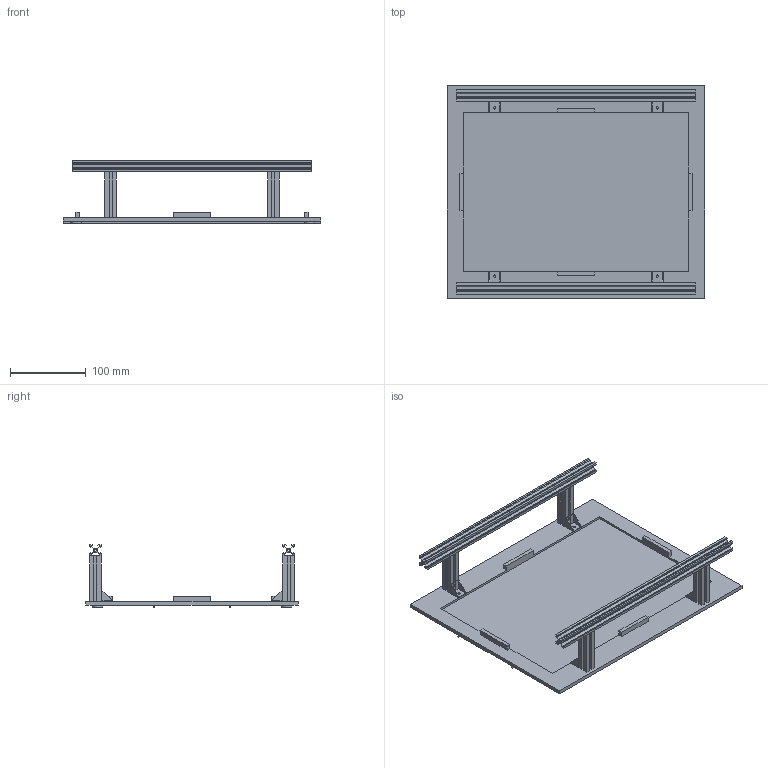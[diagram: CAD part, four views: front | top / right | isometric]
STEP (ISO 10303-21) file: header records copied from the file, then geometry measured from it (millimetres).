
FILE_DESCRIPTION(/* description */ (''),/* implementation_level */ '2;1');
FILE_NAME(/* name */ 'autopen_model_with_x_arrow_type_rail.step',/* time_stamp */ '2025-11-16T20:58:43+05:30',/* author */ (''),/* organization */ (''),/* preprocessor_version */ 'ST-DEVELOPER v20.1',/* originating_system */ 'Autodesk Translation Framework v14.17.0.0',/* authorisation */ '');
FILE_SCHEMA (('AUTOMOTIVE_DESIGN { 1 0 10303 214 3 1 1 }'));
Length unit declared in the file: millimetre
Products named in the file (1): 2025-10-19-15-50-47-556
Bounding box: 340 x 280 x 83 mm (x, y, z)
Volume: 389434.8 mm3; surface area: 306079 mm2
Topology: 11 solids, 11 shells, 286 faces, 759 edges, 500 vertices
Faces by surface type: plane 273, cylinder 13
Full cylindrical faces by diameter (mm): 2.5 x2, 3 x7, 14 x4
Entity records: 8758 total; most frequent: CARTESIAN_POINT 1546, ORIENTED_EDGE 1518, DIRECTION 1359, EDGE_CURVE 759, LINE 733, VECTOR 733, VERTEX_POINT 500, AXIS2_PLACEMENT_3D 313
